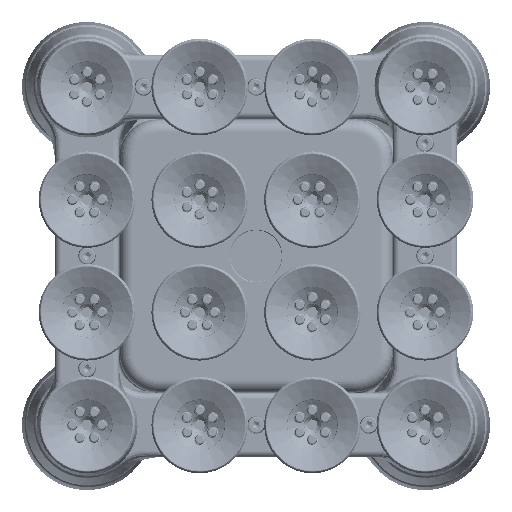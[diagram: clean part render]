
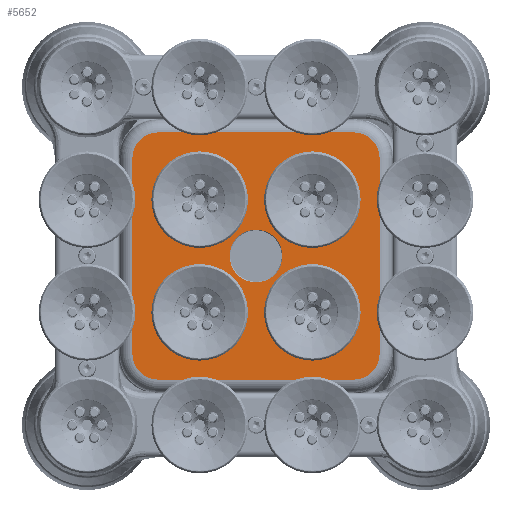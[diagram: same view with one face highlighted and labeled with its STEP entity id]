
A CAD part, front view. The second image highlights one B-rep face of the part: STEP entity #5652.
In plain terms, the highlighted planar face has unit normal (0, -1, 0).
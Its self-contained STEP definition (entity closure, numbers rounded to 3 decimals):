
#33 = DIRECTION ( 'NONE',  ( 0., 1., 0. ) ) ;
#790 = EDGE_CURVE ( 'NONE', #50591, #50591, #45711, .T. ) ;
#1860 = VERTEX_POINT ( 'NONE', #74664 ) ;
#2191 = EDGE_CURVE ( 'NONE', #49109, #54143, #68707, .T. ) ;
#3578 = LINE ( 'NONE', #44468, #16889 ) ;
#3595 = EDGE_CURVE ( 'NONE', #38142, #38142, #39047, .T. ) ;
#3896 = DIRECTION ( 'NONE',  ( 1., 0., 0. ) ) ;
#4558 = DIRECTION ( 'NONE',  ( 0., 0., 1. ) ) ;
#5304 = CARTESIAN_POINT ( 'NONE',  ( -30.4, -51.6, 30.4 ) ) ;
#5574 = CARTESIAN_POINT ( 'NONE',  ( 0., -51.6, 8.2 ) ) ;
#5652 = ADVANCED_FACE ( 'NONE', ( #58696, #86623, #25393, #52484, #60002, #26253 ), #46711, .F. ) ;
#5765 = DIRECTION ( 'NONE',  ( 0., 0., -1. ) ) ;
#7770 = AXIS2_PLACEMENT_3D ( 'NONE', #5304, #44884, #71928 ) ;
#8048 = EDGE_CURVE ( 'NONE', #52214, #75959, #21365, .T. ) ;
#9097 = DIRECTION ( 'NONE',  ( 0., 0., 1. ) ) ;
#9450 = CARTESIAN_POINT ( 'NONE',  ( -38.4, -51.6, -30.4 ) ) ;
#9627 = VECTOR ( 'NONE', #31544, 1000. ) ;
#9694 = ORIENTED_EDGE ( 'NONE', *, *, #3595, .T. ) ;
#10717 = ORIENTED_EDGE ( 'NONE', *, *, #72850, .T. ) ;
#11900 = EDGE_LOOP ( 'NONE', ( #9694 ) ) ;
#14520 = AXIS2_PLACEMENT_3D ( 'NONE', #25036, #79167, #18381 ) ;
#15024 = ORIENTED_EDGE ( 'NONE', *, *, #57396, .T. ) ;
#16889 = VECTOR ( 'NONE', #5765, 1000. ) ;
#17288 = CARTESIAN_POINT ( 'NONE',  ( 17.5, -51.6, 24.8 ) ) ;
#17354 = ORIENTED_EDGE ( 'NONE', *, *, #49380, .T. ) ;
#17421 = CARTESIAN_POINT ( 'NONE',  ( 30.4, -51.6, -30.4 ) ) ;
#18381 = DIRECTION ( 'NONE',  ( 0., 0., 1. ) ) ;
#18566 = CARTESIAN_POINT ( 'NONE',  ( 38.4, -51.6, 30.4 ) ) ;
#18749 = ORIENTED_EDGE ( 'NONE', *, *, #8048, .T. ) ;
#19045 = VERTEX_POINT ( 'NONE', #18566 ) ;
#19164 = DIRECTION ( 'NONE',  ( 0., 0., 1. ) ) ;
#20917 = ORIENTED_EDGE ( 'NONE', *, *, #47362, .T. ) ;
#21355 = ORIENTED_EDGE ( 'NONE', *, *, #47935, .T. ) ;
#21365 = LINE ( 'NONE', #41807, #62185 ) ;
#22513 = ORIENTED_EDGE ( 'NONE', *, *, #78469, .T. ) ;
#23564 = ORIENTED_EDGE ( 'NONE', *, *, #35532, .T. ) ;
#25036 = CARTESIAN_POINT ( 'NONE',  ( -17.5, -51.6, -17.5 ) ) ;
#25147 = AXIS2_PLACEMENT_3D ( 'NONE', #17421, #53775, #79493 ) ;
#25393 = FACE_BOUND ( 'NONE', #75652, .T. ) ;
#25820 = CARTESIAN_POINT ( 'NONE',  ( -52.5, -51.6, -52.5 ) ) ;
#26010 = CIRCLE ( 'NONE', #86971, 7.3 ) ;
#26253 = FACE_OUTER_BOUND ( 'NONE', #85487, .T. ) ;
#26363 = EDGE_LOOP ( 'NONE', ( #59340 ) ) ;
#26849 = CARTESIAN_POINT ( 'NONE',  ( -30.4, -51.6, -30.4 ) ) ;
#28605 = CARTESIAN_POINT ( 'NONE',  ( 30.4, -51.6, 30.4 ) ) ;
#28746 = CARTESIAN_POINT ( 'NONE',  ( -38.4, -51.6, 30.4 ) ) ;
#29779 = EDGE_CURVE ( 'NONE', #40206, #40206, #68769, .T. ) ;
#30411 = AXIS2_PLACEMENT_3D ( 'NONE', #61289, #33, #82116 ) ;
#31544 = DIRECTION ( 'NONE',  ( 0., 0., 1. ) ) ;
#35521 = CARTESIAN_POINT ( 'NONE',  ( 17.5, -51.6, -10.2 ) ) ;
#35532 = EDGE_CURVE ( 'NONE', #75959, #74275, #70549, .T. ) ;
#35752 = CARTESIAN_POINT ( 'NONE',  ( -52.5, -51.6, 38.4 ) ) ;
#36601 = DIRECTION ( 'NONE',  ( 0., -1., 0. ) ) ;
#37196 = DIRECTION ( 'NONE',  ( 0., 1., 0. ) ) ;
#38142 = VERTEX_POINT ( 'NONE', #17288 ) ;
#39047 = CIRCLE ( 'NONE', #77291, 7.3 ) ;
#40206 = VERTEX_POINT ( 'NONE', #5574 ) ;
#40512 = CARTESIAN_POINT ( 'NONE',  ( 38.4, -51.6, -30.4 ) ) ;
#41807 = CARTESIAN_POINT ( 'NONE',  ( -52.5, -51.6, -38.4 ) ) ;
#44468 = CARTESIAN_POINT ( 'NONE',  ( -38.4, -51.6, -52.5 ) ) ;
#44884 = DIRECTION ( 'NONE',  ( 0., -1., 0. ) ) ;
#45694 = CARTESIAN_POINT ( 'NONE',  ( -17.5, -51.6, -10.2 ) ) ;
#45711 = CIRCLE ( 'NONE', #14520, 7.3 ) ;
#45741 = EDGE_LOOP ( 'NONE', ( #15024 ) ) ;
#46376 = EDGE_CURVE ( 'NONE', #62450, #49109, #70360, .T. ) ;
#46711 = PLANE ( 'NONE',  #49183 ) ;
#47362 = EDGE_CURVE ( 'NONE', #74275, #19045, #59491, .T. ) ;
#47727 = ORIENTED_EDGE ( 'NONE', *, *, #2191, .T. ) ;
#47935 = EDGE_CURVE ( 'NONE', #19045, #62450, #59256, .T. ) ;
#49109 = VERTEX_POINT ( 'NONE', #54263 ) ;
#49183 = AXIS2_PLACEMENT_3D ( 'NONE', #25820, #79965, #19164 ) ;
#49380 = EDGE_CURVE ( 'NONE', #54143, #72024, #3578, .T. ) ;
#49813 = CIRCLE ( 'NONE', #82404, 8. ) ;
#50591 = VERTEX_POINT ( 'NONE', #45694 ) ;
#50784 = AXIS2_PLACEMENT_3D ( 'NONE', #28605, #36601, #9097 ) ;
#50960 = DIRECTION ( 'NONE',  ( 0., 0., 1. ) ) ;
#51369 = DIRECTION ( 'NONE',  ( 0., 0., 1. ) ) ;
#52214 = VERTEX_POINT ( 'NONE', #80723 ) ;
#52484 = FACE_BOUND ( 'NONE', #45741, .T. ) ;
#53079 = DIRECTION ( 'NONE',  ( 0., 0., 1. ) ) ;
#53725 = CIRCLE ( 'NONE', #77828, 7.3 ) ;
#53775 = DIRECTION ( 'NONE',  ( 0., -1., 0. ) ) ;
#54143 = VERTEX_POINT ( 'NONE', #28746 ) ;
#54263 = CARTESIAN_POINT ( 'NONE',  ( -30.4, -51.6, 38.4 ) ) ;
#55941 = VERTEX_POINT ( 'NONE', #35521 ) ;
#56159 = DIRECTION ( 'NONE',  ( -1., 0., 0. ) ) ;
#57396 = EDGE_CURVE ( 'NONE', #55941, #55941, #53725, .T. ) ;
#58696 = FACE_BOUND ( 'NONE', #73077, .T. ) ;
#59114 = ORIENTED_EDGE ( 'NONE', *, *, #46376, .T. ) ;
#59256 = CIRCLE ( 'NONE', #50784, 8. ) ;
#59340 = ORIENTED_EDGE ( 'NONE', *, *, #790, .T. ) ;
#59491 = LINE ( 'NONE', #86547, #9627 ) ;
#59908 = CARTESIAN_POINT ( 'NONE',  ( 30.4, -51.6, -38.4 ) ) ;
#60002 = FACE_BOUND ( 'NONE', #26363, .T. ) ;
#60386 = CARTESIAN_POINT ( 'NONE',  ( 30.4, -51.6, 38.4 ) ) ;
#61289 = CARTESIAN_POINT ( 'NONE',  ( 0., -51.6, 0. ) ) ;
#62185 = VECTOR ( 'NONE', #3896, 1000. ) ;
#62450 = VERTEX_POINT ( 'NONE', #60386 ) ;
#62943 = DIRECTION ( 'NONE',  ( 0., 1., 0. ) ) ;
#65370 = CARTESIAN_POINT ( 'NONE',  ( -17.5, -51.6, 17.5 ) ) ;
#67696 = VECTOR ( 'NONE', #56159, 1000. ) ;
#68707 = CIRCLE ( 'NONE', #7770, 8. ) ;
#68769 = CIRCLE ( 'NONE', #30411, 8.2 ) ;
#70360 = LINE ( 'NONE', #35752, #67696 ) ;
#70549 = CIRCLE ( 'NONE', #25147, 8. ) ;
#70939 = CARTESIAN_POINT ( 'NONE',  ( 17.5, -51.6, -17.5 ) ) ;
#71928 = DIRECTION ( 'NONE',  ( 0., 0., 1. ) ) ;
#72024 = VERTEX_POINT ( 'NONE', #9450 ) ;
#72468 = DIRECTION ( 'NONE',  ( 0., 1., 0. ) ) ;
#72850 = EDGE_CURVE ( 'NONE', #72024, #52214, #49813, .T. ) ;
#73077 = EDGE_LOOP ( 'NONE', ( #78321 ) ) ;
#74275 = VERTEX_POINT ( 'NONE', #40512 ) ;
#74344 = DIRECTION ( 'NONE',  ( 0., -1., 0. ) ) ;
#74664 = CARTESIAN_POINT ( 'NONE',  ( -17.5, -51.6, 24.8 ) ) ;
#75652 = EDGE_LOOP ( 'NONE', ( #22513 ) ) ;
#75959 = VERTEX_POINT ( 'NONE', #59908 ) ;
#77291 = AXIS2_PLACEMENT_3D ( 'NONE', #82877, #62943, #51369 ) ;
#77828 = AXIS2_PLACEMENT_3D ( 'NONE', #70939, #37196, #50960 ) ;
#78321 = ORIENTED_EDGE ( 'NONE', *, *, #29779, .T. ) ;
#78469 = EDGE_CURVE ( 'NONE', #1860, #1860, #26010, .T. ) ;
#79167 = DIRECTION ( 'NONE',  ( 0., 1., 0. ) ) ;
#79493 = DIRECTION ( 'NONE',  ( 0., 0., 1. ) ) ;
#79965 = DIRECTION ( 'NONE',  ( 0., 1., 0. ) ) ;
#80723 = CARTESIAN_POINT ( 'NONE',  ( -30.4, -51.6, -38.4 ) ) ;
#82116 = DIRECTION ( 'NONE',  ( 0., 0., 1. ) ) ;
#82404 = AXIS2_PLACEMENT_3D ( 'NONE', #26849, #74344, #53079 ) ;
#82877 = CARTESIAN_POINT ( 'NONE',  ( 17.5, -51.6, 17.5 ) ) ;
#85487 = EDGE_LOOP ( 'NONE', ( #59114, #47727, #17354, #10717, #18749, #23564, #20917, #21355 ) ) ;
#86547 = CARTESIAN_POINT ( 'NONE',  ( 38.4, -51.6, -52.5 ) ) ;
#86623 = FACE_BOUND ( 'NONE', #11900, .T. ) ;
#86971 = AXIS2_PLACEMENT_3D ( 'NONE', #65370, #72468, #4558 ) ;
